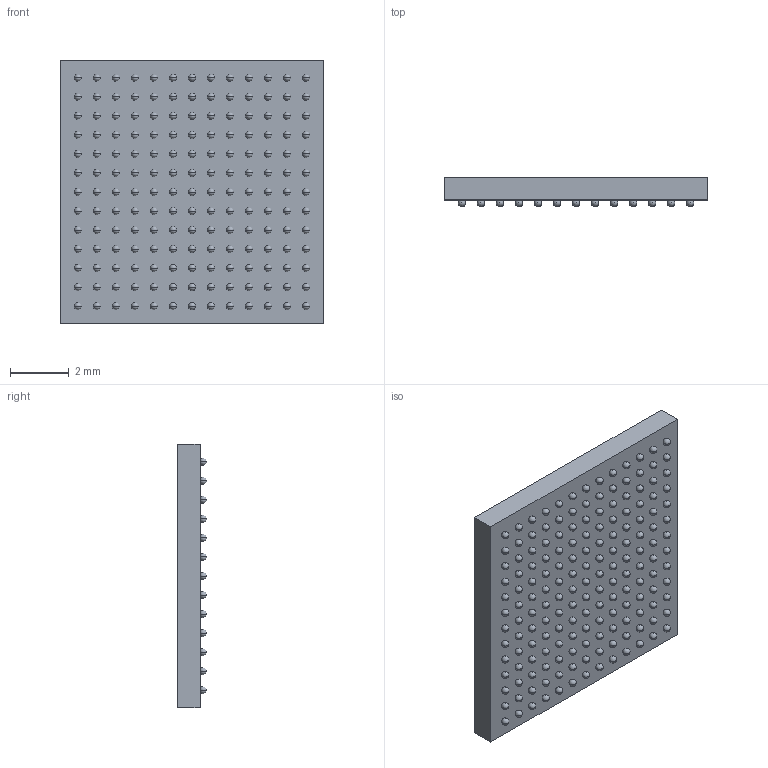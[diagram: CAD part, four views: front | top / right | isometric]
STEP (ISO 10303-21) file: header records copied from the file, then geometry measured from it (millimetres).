
FILE_DESCRIPTION (( 'STEP AP214' ), '1' );
FILE_NAME ('T13F169C3.STEP', '2022-12-21T02:17:45', ( '' ), ( '' ), 'SwSTEP 2.0', 'SolidWorks 2021', '' );
FILE_SCHEMA (( 'AUTOMOTIVE_DESIGN' ));
Length unit declared in the file: millimetre
Products named in the file (1): T13F169C3
Bounding box: 9 x 1 x 9 mm (x, y, z)
Volume: 64.5 mm3; surface area: 223.1 mm2
Topology: 171 solids, 171 shells, 520 faces, 1545 edges, 1030 vertices
Faces by surface type: sphere 338, plane 178, cylinder 4
Entity records: 13044 total; most frequent: DIRECTION 2426, CARTESIAN_POINT 1744, ORIENTED_EDGE 1400, AXIS2_PLACEMENT_3D 1205, EDGE_CURVE 700, CIRCLE 684, VERTEX_POINT 523, EDGE_LOOP 521
